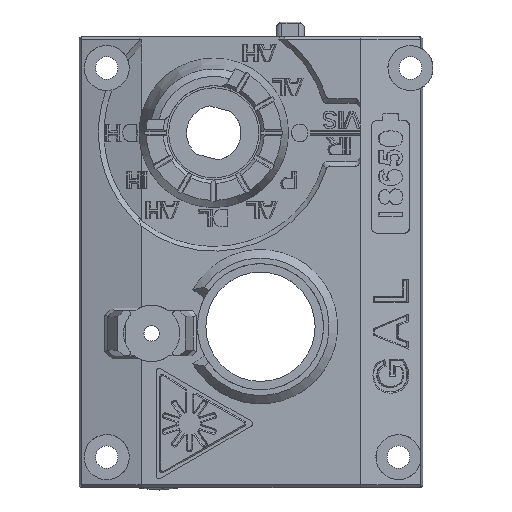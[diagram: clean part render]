
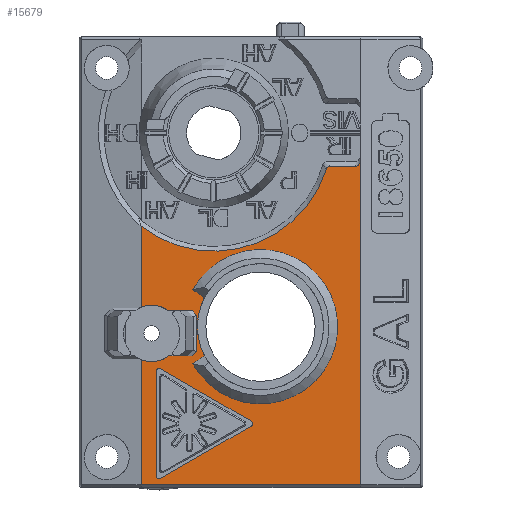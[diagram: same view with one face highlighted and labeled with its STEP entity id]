
A CAD part, top view. The second image highlights one B-rep face of the part: STEP entity #15679.
In plain terms, the highlighted planar face has unit normal (0, 0, 1).
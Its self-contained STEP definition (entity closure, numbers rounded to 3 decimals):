
#442=FACE_BOUND('',#2379,.T.);
#443=FACE_BOUND('',#2380,.T.);
#485=CIRCLE('',#16598,21.);
#486=CIRCLE('',#16599,5.);
#487=CIRCLE('',#16600,5.);
#488=CIRCLE('',#16601,0.5);
#489=CIRCLE('',#16602,0.5);
#490=CIRCLE('',#16603,0.5);
#491=CIRCLE('',#16604,11.2);
#492=CIRCLE('',#16605,13.7);
#743=ELLIPSE('',#16595,1.414,1.);
#936=B_SPLINE_CURVE_WITH_KNOTS('',3,(#23807,#23808,#23809,#23810,#23811,
#23812,#23813,#23814,#23815,#23816),.UNSPECIFIED.,.F.,.F.,(4,2,2,2,4),(0.,
0.03,0.056,0.072,0.09),
 .UNSPECIFIED.);
#1457=FACE_OUTER_BOUND('',#2378,.T.);
#2378=EDGE_LOOP('',(#11030,#11031,#11032,#11033,#11034,#11035,#11036,#11037,
#11038,#11039,#11040,#11041,#11042,#11043,#11044));
#2379=EDGE_LOOP('',(#11045,#11046,#11047,#11048,#11049,#11050));
#2380=EDGE_LOOP('',(#11051,#11052,#11053,#11054));
#3662=LINE('',#23789,#5186);
#3663=LINE('',#23825,#5187);
#3664=LINE('',#23829,#5188);
#3665=LINE('',#23831,#5189);
#3666=LINE('',#23833,#5190);
#3667=LINE('',#23835,#5191);
#3668=LINE('',#23837,#5192);
#3669=LINE('',#23841,#5193);
#3670=LINE('',#23843,#5194);
#3671=LINE('',#23844,#5195);
#3672=LINE('',#23847,#5196);
#3673=LINE('',#23851,#5197);
#3674=LINE('',#23855,#5198);
#3675=LINE('',#23859,#5199);
#3676=LINE('',#23863,#5200);
#5186=VECTOR('',#18261,10.);
#5187=VECTOR('',#18266,10.);
#5188=VECTOR('',#18269,10.);
#5189=VECTOR('',#18270,10.);
#5190=VECTOR('',#18271,10.);
#5191=VECTOR('',#18272,10.);
#5192=VECTOR('',#18273,10.);
#5193=VECTOR('',#18276,10.);
#5194=VECTOR('',#18277,10.);
#5195=VECTOR('',#18278,10.);
#5196=VECTOR('',#18279,10.);
#5197=VECTOR('',#18282,10.);
#5198=VECTOR('',#18285,10.);
#5199=VECTOR('',#18288,10.);
#5200=VECTOR('',#18291,10.);
#6640=VERTEX_POINT('',#23519);
#6709=VERTEX_POINT('',#23780);
#6710=VERTEX_POINT('',#23784);
#6711=VERTEX_POINT('',#23806);
#6712=VERTEX_POINT('',#23822);
#6713=VERTEX_POINT('',#23824);
#6714=VERTEX_POINT('',#23826);
#6715=VERTEX_POINT('',#23828);
#6716=VERTEX_POINT('',#23830);
#6717=VERTEX_POINT('',#23832);
#6718=VERTEX_POINT('',#23834);
#6719=VERTEX_POINT('',#23836);
#6720=VERTEX_POINT('',#23838);
#6721=VERTEX_POINT('',#23840);
#6722=VERTEX_POINT('',#23842);
#6723=VERTEX_POINT('',#23845);
#6724=VERTEX_POINT('',#23846);
#6725=VERTEX_POINT('',#23848);
#6726=VERTEX_POINT('',#23850);
#6727=VERTEX_POINT('',#23852);
#6728=VERTEX_POINT('',#23854);
#6729=VERTEX_POINT('',#23857);
#6730=VERTEX_POINT('',#23858);
#6731=VERTEX_POINT('',#23860);
#6732=VERTEX_POINT('',#23862);
#8395=EDGE_CURVE('',#6709,#6640,#743,.T.);
#8398=EDGE_CURVE('',#6709,#6710,#3662,.T.);
#8399=EDGE_CURVE('',#6711,#6710,#936,.T.);
#8401=EDGE_CURVE('',#6711,#6712,#485,.T.);
#8402=EDGE_CURVE('',#6712,#6713,#3663,.T.);
#8403=EDGE_CURVE('',#6713,#6714,#486,.T.);
#8404=EDGE_CURVE('',#6714,#6715,#3664,.T.);
#8405=EDGE_CURVE('',#6716,#6715,#3665,.T.);
#8406=EDGE_CURVE('',#6717,#6716,#3666,.T.);
#8407=EDGE_CURVE('',#6718,#6717,#3667,.T.);
#8408=EDGE_CURVE('',#6718,#6719,#3668,.T.);
#8409=EDGE_CURVE('',#6719,#6720,#487,.T.);
#8410=EDGE_CURVE('',#6720,#6721,#3669,.T.);
#8411=EDGE_CURVE('',#6722,#6721,#3670,.T.);
#8412=EDGE_CURVE('',#6722,#6640,#3671,.T.);
#8413=EDGE_CURVE('',#6723,#6724,#3672,.T.);
#8414=EDGE_CURVE('',#6724,#6725,#488,.T.);
#8415=EDGE_CURVE('',#6725,#6726,#3673,.T.);
#8416=EDGE_CURVE('',#6726,#6727,#489,.T.);
#8417=EDGE_CURVE('',#6727,#6728,#3674,.T.);
#8418=EDGE_CURVE('',#6728,#6723,#490,.T.);
#8419=EDGE_CURVE('',#6729,#6730,#3675,.T.);
#8420=EDGE_CURVE('',#6729,#6731,#491,.T.);
#8421=EDGE_CURVE('',#6732,#6731,#3676,.T.);
#8422=EDGE_CURVE('',#6730,#6732,#492,.T.);
#11030=ORIENTED_EDGE('',*,*,#8399,.F.);
#11031=ORIENTED_EDGE('',*,*,#8401,.T.);
#11032=ORIENTED_EDGE('',*,*,#8402,.T.);
#11033=ORIENTED_EDGE('',*,*,#8403,.T.);
#11034=ORIENTED_EDGE('',*,*,#8404,.T.);
#11035=ORIENTED_EDGE('',*,*,#8405,.F.);
#11036=ORIENTED_EDGE('',*,*,#8406,.F.);
#11037=ORIENTED_EDGE('',*,*,#8407,.F.);
#11038=ORIENTED_EDGE('',*,*,#8408,.T.);
#11039=ORIENTED_EDGE('',*,*,#8409,.T.);
#11040=ORIENTED_EDGE('',*,*,#8410,.T.);
#11041=ORIENTED_EDGE('',*,*,#8411,.F.);
#11042=ORIENTED_EDGE('',*,*,#8412,.T.);
#11043=ORIENTED_EDGE('',*,*,#8395,.F.);
#11044=ORIENTED_EDGE('',*,*,#8398,.T.);
#11045=ORIENTED_EDGE('',*,*,#8413,.T.);
#11046=ORIENTED_EDGE('',*,*,#8414,.T.);
#11047=ORIENTED_EDGE('',*,*,#8415,.T.);
#11048=ORIENTED_EDGE('',*,*,#8416,.T.);
#11049=ORIENTED_EDGE('',*,*,#8417,.T.);
#11050=ORIENTED_EDGE('',*,*,#8418,.T.);
#11051=ORIENTED_EDGE('',*,*,#8419,.F.);
#11052=ORIENTED_EDGE('',*,*,#8420,.T.);
#11053=ORIENTED_EDGE('',*,*,#8421,.F.);
#11054=ORIENTED_EDGE('',*,*,#8422,.F.);
#15103=PLANE('',#16597);
#15679=ADVANCED_FACE('',(#1457,#442,#443),#15103,.T.);
#16595=AXIS2_PLACEMENT_3D('',#23781,#18256,#18257);
#16597=AXIS2_PLACEMENT_3D('',#23821,#18262,#18263);
#16598=AXIS2_PLACEMENT_3D('',#23823,#18264,#18265);
#16599=AXIS2_PLACEMENT_3D('',#23827,#18267,#18268);
#16600=AXIS2_PLACEMENT_3D('',#23839,#18274,#18275);
#16601=AXIS2_PLACEMENT_3D('',#23849,#18280,#18281);
#16602=AXIS2_PLACEMENT_3D('',#23853,#18283,#18284);
#16603=AXIS2_PLACEMENT_3D('',#23856,#18286,#18287);
#16604=AXIS2_PLACEMENT_3D('',#23861,#18289,#18290);
#16605=AXIS2_PLACEMENT_3D('',#23864,#18292,#18293);
#18256=DIRECTION('center_axis',(0.,0.,1.));
#18257=DIRECTION('ref_axis',(0.,-1.,0.));
#18261=DIRECTION('',(-1.,0.,0.));
#18262=DIRECTION('center_axis',(0.,0.,1.));
#18263=DIRECTION('ref_axis',(1.,0.,0.));
#18264=DIRECTION('center_axis',(0.,0.,-1.));
#18265=DIRECTION('ref_axis',(-0.584,0.812,0.));
#18266=DIRECTION('',(0.,-1.,0.));
#18267=DIRECTION('center_axis',(0.,0.,-1.));
#18268=DIRECTION('ref_axis',(-1.,0.,0.));
#18269=DIRECTION('',(1.,0.,0.));
#18270=DIRECTION('',(-0.718,0.696,0.));
#18271=DIRECTION('',(0.,1.,0.));
#18272=DIRECTION('',(0.718,0.696,0.));
#18273=DIRECTION('',(-1.,0.,0.));
#18274=DIRECTION('center_axis',(0.,0.,-1.));
#18275=DIRECTION('ref_axis',(-1.,0.,0.));
#18276=DIRECTION('',(0.,-1.,0.));
#18277=DIRECTION('',(-1.,0.,0.));
#18278=DIRECTION('',(0.,1.,0.));
#18279=DIRECTION('',(0.,1.,0.));
#18280=DIRECTION('center_axis',(0.,0.,-1.));
#18281=DIRECTION('ref_axis',(0.5,0.866,0.));
#18282=DIRECTION('',(0.866,-0.5,0.));
#18283=DIRECTION('center_axis',(0.,0.,-1.));
#18284=DIRECTION('ref_axis',(0.5,-0.866,0.));
#18285=DIRECTION('',(-0.866,-0.5,0.));
#18286=DIRECTION('center_axis',(0.,0.,-1.));
#18287=DIRECTION('ref_axis',(-1.,0.,0.));
#18288=DIRECTION('',(-0.819,-0.574,0.));
#18289=DIRECTION('center_axis',(0.,0.,-1.));
#18290=DIRECTION('ref_axis',(-1.,0.,0.));
#18291=DIRECTION('',(0.819,-0.574,0.));
#18292=DIRECTION('center_axis',(0.,0.,1.));
#18293=DIRECTION('ref_axis',(0.819,0.574,0.));
#23519=CARTESIAN_POINT('',(19.5,13.414,25.));
#23780=CARTESIAN_POINT('',(18.5,12.,25.));
#23781=CARTESIAN_POINT('Origin',(18.5,13.414,25.));
#23784=CARTESIAN_POINT('',(14.062,12.,25.));
#23789=CARTESIAN_POINT('',(9.75,12.,25.));
#23806=CARTESIAN_POINT('',(13.389,11.51,25.));
#23807=CARTESIAN_POINT('Ctrl Pts',(13.389,11.51,25.));
#23808=CARTESIAN_POINT('Ctrl Pts',(13.419,11.604,25.));
#23809=CARTESIAN_POINT('Ctrl Pts',(13.465,11.693,25.));
#23810=CARTESIAN_POINT('Ctrl Pts',(13.585,11.834,25.));
#23811=CARTESIAN_POINT('Ctrl Pts',(13.651,11.887,25.));
#23812=CARTESIAN_POINT('Ctrl Pts',(13.778,11.95,25.));
#23813=CARTESIAN_POINT('Ctrl Pts',(13.831,11.969,25.));
#23814=CARTESIAN_POINT('Ctrl Pts',(13.943,11.994,25.));
#23815=CARTESIAN_POINT('Ctrl Pts',(14.003,12.,25.));
#23816=CARTESIAN_POINT('Ctrl Pts',(14.062,12.,25.));
#23821=CARTESIAN_POINT('Origin',(0.,-5.,
25.));
#23822=CARTESIAN_POINT('',(-19.5,1.386,25.));
#23823=CARTESIAN_POINT('Origin',(-6.598,17.955,25.));
#23824=CARTESIAN_POINT('',(-19.5,-13.01,25.));
#23825=CARTESIAN_POINT('',(-19.5,15.,25.));
#23826=CARTESIAN_POINT('',(-14.636,-13.65,25.));
#23827=CARTESIAN_POINT('Origin',(-17.636,-17.65,25.));
#23828=CARTESIAN_POINT('',(-10.449,-13.65,25.));
#23829=CARTESIAN_POINT('',(-5.068,-13.65,25.));
#23830=CARTESIAN_POINT('',(-9.636,-14.438,25.));
#23831=CARTESIAN_POINT('',(-10.032,-14.054,25.));
#23832=CARTESIAN_POINT('',(-9.636,-20.861,25.));
#23833=CARTESIAN_POINT('',(-9.636,-12.325,25.));
#23834=CARTESIAN_POINT('',(-10.449,-21.65,25.));
#23835=CARTESIAN_POINT('',(-3.676,-15.08,25.));
#23836=CARTESIAN_POINT('',(-14.636,-21.65,25.));
#23837=CARTESIAN_POINT('',(-10.318,-21.65,25.));
#23838=CARTESIAN_POINT('',(-19.5,-22.289,25.));
#23839=CARTESIAN_POINT('Origin',(-17.636,-17.65,25.));
#23840=CARTESIAN_POINT('',(-19.5,-44.5,25.));
#23841=CARTESIAN_POINT('',(-19.5,15.,25.));
#23842=CARTESIAN_POINT('',(19.5,-44.5,25.));
#23843=CARTESIAN_POINT('',(-16.25,-44.5,25.));
#23844=CARTESIAN_POINT('',(19.5,15.,25.));
#23845=CARTESIAN_POINT('',(-16.799,-42.95,25.));
#23846=CARTESIAN_POINT('',(-16.799,-24.366,25.));
#23847=CARTESIAN_POINT('',(-16.799,-23.975,25.));
#23848=CARTESIAN_POINT('',(-16.049,-23.933,25.));
#23849=CARTESIAN_POINT('Origin',(-16.299,-24.366,25.));
#23850=CARTESIAN_POINT('',(0.045,-33.225,25.));
#23851=CARTESIAN_POINT('',(-14.13,-25.041,25.));
#23852=CARTESIAN_POINT('',(0.045,-34.091,25.));
#23853=CARTESIAN_POINT('Origin',(-0.205,-33.658,25.));
#23854=CARTESIAN_POINT('',(-16.049,-43.383,25.));
#23855=CARTESIAN_POINT('',(6.326,-30.464,25.));
#23856=CARTESIAN_POINT('Origin',(-16.299,-42.95,25.));
#23857=CARTESIAN_POINT('',(-8.257,-21.601,25.));
#23858=CARTESIAN_POINT('',(-10.32,-23.045,25.));
#23859=CARTESIAN_POINT('',(-1.628,-16.959,25.));
#23860=CARTESIAN_POINT('',(-8.257,-11.326,25.));
#23861=CARTESIAN_POINT('Origin',(1.696,-16.463,25.));
#23862=CARTESIAN_POINT('',(-10.32,-9.881,25.));
#23863=CARTESIAN_POINT('',(-7.423,-11.909,25.));
#23864=CARTESIAN_POINT('Origin',(1.696,-16.463,25.));
